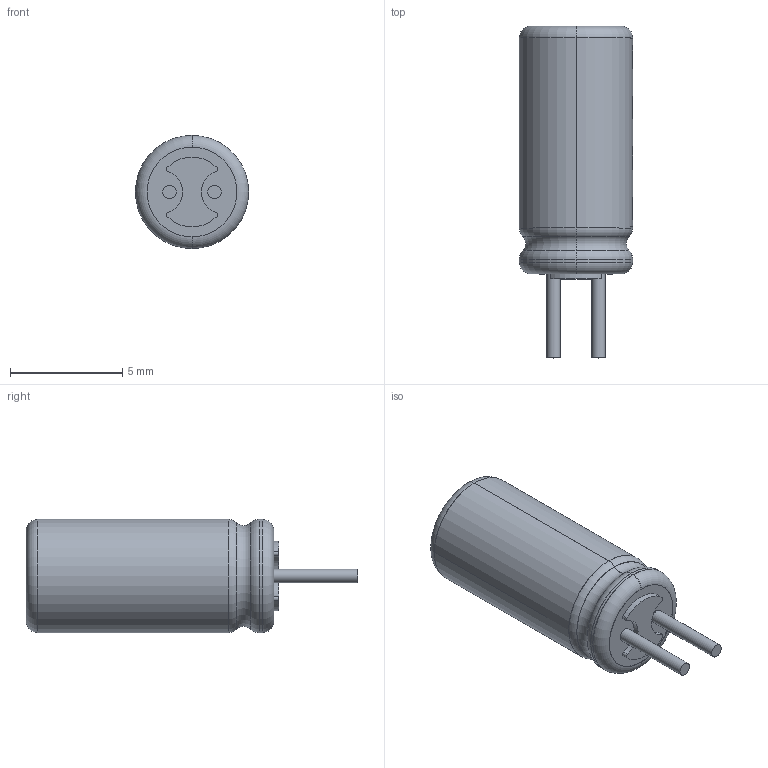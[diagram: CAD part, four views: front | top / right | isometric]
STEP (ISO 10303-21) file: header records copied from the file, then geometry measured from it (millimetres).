
FILE_DESCRIPTION(('STEP AP214'), '1');
FILE_NAME('Cap Alu 5x11x2mm', '', ('UNSPECIFIED'), ('UNSPECIFIED'), 'ASCON STEP Converter 1.6', 'ASCON Math Kernel', '');
FILE_SCHEMA(('AUTOMOTIVE_DESIGN { 1 0 10303 214 3 1 1}'));
Length unit declared in the file: millimetre
Products named in the file (1): User Library-Cap electro 5x11x2mm
Bounding box: 5.05 x 14.8 x 5.05 mm (x, y, z)
Volume: 214.7 mm3; surface area: 497.3 mm2
Topology: 1 solids, 3 shells, 81 faces, 207 edges, 142 vertices
Faces by surface type: cylinder 55, torus 20, plane 6
Full cylindrical faces by diameter (mm): 0.6 x2
Entity records: 3660 total; most frequent: CARTESIAN_POINT 1024, DIRECTION 428, ORIENTED_EDGE 378, EDGE_CURVE 200, AXIS2_PLACEMENT_3D 176, VERTEX_POINT 142, EDGE_LOOP 101, CIRCLE 94
